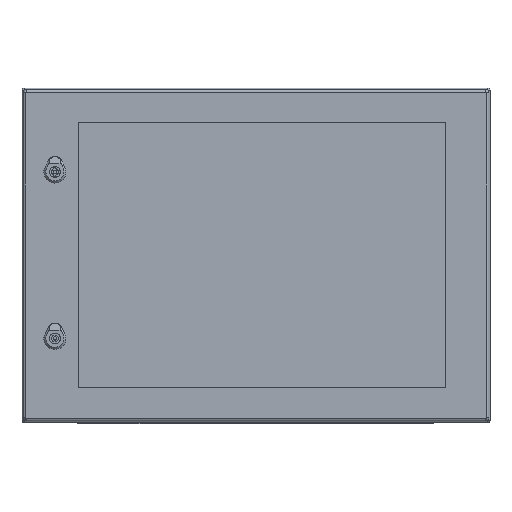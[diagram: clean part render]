
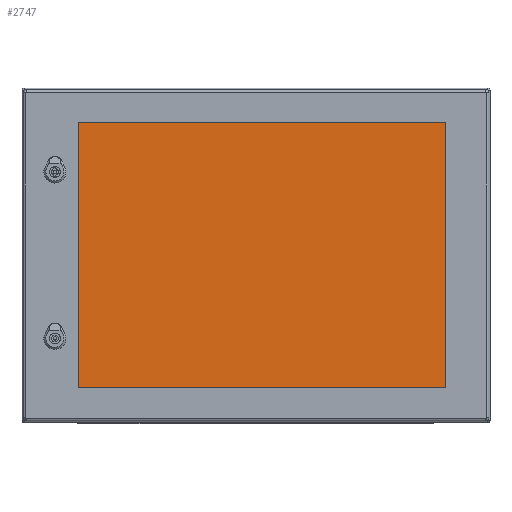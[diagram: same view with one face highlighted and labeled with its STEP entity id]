
A CAD part, top view. The second image highlights one B-rep face of the part: STEP entity #2747.
In plain terms, the highlighted face is planar.
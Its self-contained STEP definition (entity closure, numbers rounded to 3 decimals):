
#2747=ADVANCED_FACE('',(#3354),#2962,.F.);
#2962=PLANE('',#10268);
#3354=FACE_OUTER_BOUND('',#3986,.T.);
#3986=EDGE_LOOP('',(#6237,#6238,#6239,#6240));
#6237=ORIENTED_EDGE('',*,*,#8097,.F.);
#6238=ORIENTED_EDGE('',*,*,#8107,.F.);
#6239=ORIENTED_EDGE('',*,*,#8104,.F.);
#6240=ORIENTED_EDGE('',*,*,#8101,.F.);
#6974=VERTEX_POINT('',#15658);
#6975=VERTEX_POINT('',#15659);
#6978=VERTEX_POINT('',#15667);
#6980=VERTEX_POINT('',#15673);
#8097=EDGE_CURVE('',#6974,#6975,#8727,.T.);
#8101=EDGE_CURVE('',#6975,#6978,#8731,.T.);
#8104=EDGE_CURVE('',#6978,#6980,#8734,.T.);
#8107=EDGE_CURVE('',#6980,#6974,#8737,.T.);
#8727=LINE('',#15657,#9357);
#8731=LINE('',#15666,#9361);
#8734=LINE('',#15672,#9364);
#8737=LINE('',#15678,#9367);
#9357=VECTOR('',#12683,1.);
#9361=VECTOR('',#12689,1.);
#9364=VECTOR('',#12694,1.);
#9367=VECTOR('',#12699,1.);
#10268=AXIS2_PLACEMENT_3D('',#15682,#12705,#12706);
#12683=DIRECTION('',(0.,-1.,0.));
#12689=DIRECTION('',(1.,0.,0.));
#12694=DIRECTION('',(0.,1.,0.));
#12699=DIRECTION('',(-1.,0.,0.));
#12705=DIRECTION('',(0.,0.,1.));
#12706=DIRECTION('',(1.,0.,0.));
#15657=CARTESIAN_POINT('',(-290.2,214.2,0.));
#15658=CARTESIAN_POINT('',(-290.2,214.2,0.));
#15659=CARTESIAN_POINT('',(-290.2,-214.2,0.));
#15666=CARTESIAN_POINT('',(-290.2,-214.2,0.));
#15667=CARTESIAN_POINT('',(290.2,-214.2,0.));
#15672=CARTESIAN_POINT('',(290.2,-214.2,0.));
#15673=CARTESIAN_POINT('',(290.2,214.2,0.));
#15678=CARTESIAN_POINT('',(290.2,214.2,0.));
#15682=CARTESIAN_POINT('',(0.,0.,0.));
